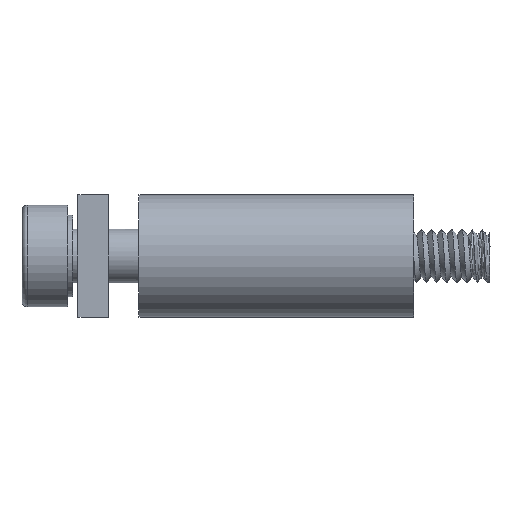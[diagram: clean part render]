
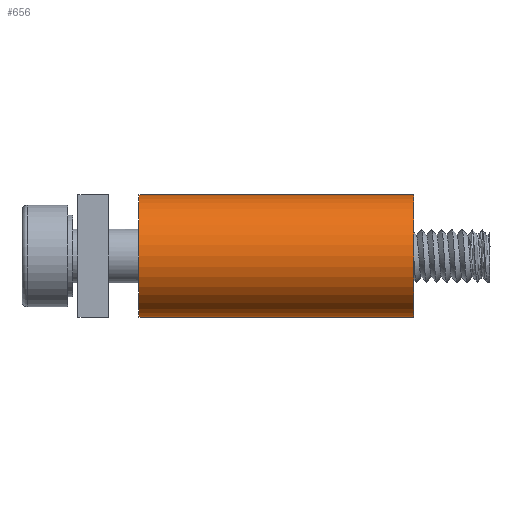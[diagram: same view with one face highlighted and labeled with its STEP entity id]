
A CAD part, left-side view. The second image highlights one B-rep face of the part: STEP entity #656.
In plain terms, the highlighted cylindrical face has radius 3 mm (diameter 6 mm), a partial arc.
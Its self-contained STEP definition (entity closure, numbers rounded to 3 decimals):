
#225 = EDGE_CURVE ( 'NONE', #1485, #468, #3925, .T. ) ;
#468 = VERTEX_POINT ( 'NONE', #3818 ) ;
#580 = VECTOR ( 'NONE', #3645, 1000. ) ;
#656 = ADVANCED_FACE ( 'NONE', ( #4515 ), #5243, .T. ) ;
#1384 = AXIS2_PLACEMENT_3D ( 'NONE', #5365, #2341, #5874 ) ;
#1485 = VERTEX_POINT ( 'NONE', #1731 ) ;
#1731 = CARTESIAN_POINT ( 'NONE',  ( 0., -18.75, -3. ) ) ;
#1748 = ORIENTED_EDGE ( 'NONE', *, *, #3368, .T. ) ;
#1861 = CARTESIAN_POINT ( 'NONE',  ( 0., -5.25, 0. ) ) ;
#2341 = DIRECTION ( 'NONE',  ( 0., -1., 0. ) ) ;
#2368 = DIRECTION ( 'NONE',  ( 0., 0., -1. ) ) ;
#2381 = CIRCLE ( 'NONE', #1384, 3. ) ;
#2847 = AXIS2_PLACEMENT_3D ( 'NONE', #1861, #5396, #2368 ) ;
#2979 = CARTESIAN_POINT ( 'NONE',  ( 0., -18.75, 0. ) ) ;
#3095 = CARTESIAN_POINT ( 'NONE',  ( 0., -5.25, 3. ) ) ;
#3368 = EDGE_CURVE ( 'NONE', #6458, #468, #4930, .T. ) ;
#3504 = CARTESIAN_POINT ( 'NONE',  ( 0., -18.75, 3. ) ) ;
#3645 = DIRECTION ( 'NONE',  ( 0., 1., 0. ) ) ;
#3700 = VERTEX_POINT ( 'NONE', #3504 ) ;
#3778 = VECTOR ( 'NONE', #4137, 1000. ) ;
#3818 = CARTESIAN_POINT ( 'NONE',  ( 0., -5.25, -3. ) ) ;
#3925 = LINE ( 'NONE', #5711, #3778 ) ;
#4106 = ORIENTED_EDGE ( 'NONE', *, *, #4723, .F. ) ;
#4114 = EDGE_LOOP ( 'NONE', ( #4196, #4106, #6452, #1748 ) ) ;
#4137 = DIRECTION ( 'NONE',  ( 0., 1., 0. ) ) ;
#4196 = ORIENTED_EDGE ( 'NONE', *, *, #225, .F. ) ;
#4433 = LINE ( 'NONE', #5138, #580 ) ;
#4515 = FACE_OUTER_BOUND ( 'NONE', #4114, .T. ) ;
#4723 = EDGE_CURVE ( 'NONE', #3700, #1485, #2381, .T. ) ;
#4930 = CIRCLE ( 'NONE', #2847, 3. ) ;
#5138 = CARTESIAN_POINT ( 'NONE',  ( 0., -18.75, 3. ) ) ;
#5243 = CYLINDRICAL_SURFACE ( 'NONE', #5983, 3. ) ;
#5365 = CARTESIAN_POINT ( 'NONE',  ( 0., -18.75, 0. ) ) ;
#5396 = DIRECTION ( 'NONE',  ( 0., -1., 0. ) ) ;
#5397 = EDGE_CURVE ( 'NONE', #3700, #6458, #4433, .T. ) ;
#5515 = DIRECTION ( 'NONE',  ( 0., 0., 1. ) ) ;
#5711 = CARTESIAN_POINT ( 'NONE',  ( 0., -18.75, -3. ) ) ;
#5874 = DIRECTION ( 'NONE',  ( 0., 0., -1. ) ) ;
#5983 = AXIS2_PLACEMENT_3D ( 'NONE', #2979, #6512, #5515 ) ;
#6452 = ORIENTED_EDGE ( 'NONE', *, *, #5397, .T. ) ;
#6458 = VERTEX_POINT ( 'NONE', #3095 ) ;
#6512 = DIRECTION ( 'NONE',  ( 0., 1., 0. ) ) ;
